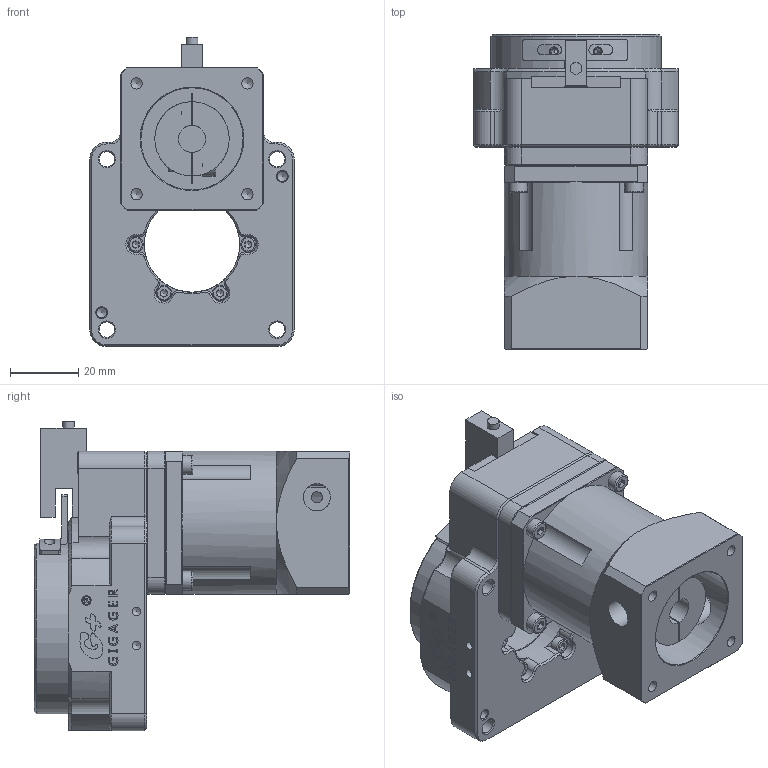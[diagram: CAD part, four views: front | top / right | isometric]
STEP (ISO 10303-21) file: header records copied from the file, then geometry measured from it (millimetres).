
FILE_DESCRIPTION (( 'STEP AP203' ), '1' );
FILE_NAME ('GSG60M-20K-SV2.step', '2021-06-01T02:15:18', ( 'Microsoft' ), ( 'Microsoft' ), 'SwSTEP 2.0', 'SolidWorks 2019', '' );
FILE_SCHEMA (( 'CONFIG_CONTROL_DESIGN' ));
Length unit declared in the file: millimetre
Products named in the file (1): GSG60M-20K-SV2
Bounding box: 60 x 92.5 x 90.8 mm (x, y, z)
Volume: 158996.3 mm3; surface area: 59725.9 mm2
Topology: 24 solids, 24 shells, 994 faces, 2411 edges, 1519 vertices
Faces by surface type: plane 517, cylinder 185, cone 163, bspline 109, torus 20
Full cylindrical faces by diameter (mm): 2.05 x8, 2.5 x28, 2.8 x6, 2.9 x4, 3 x8, 3.3 x8, 3.5 x1, 4 x1, 4.5 x18, 5 x4, 5.5 x4, 7 x1, 8 x3, 11.45 x1, 17.5 x2, 22 x2, 28 x2, 30 x3, 32 x1, 38 x2, 39.5 x1, 40 x1, 42 x1, 50 x2, 51.501 x2, 53.433 x1, 56 x1, 56.465 x1, 56.589 x1, 58 x2
Entity records: 32928 total; most frequent: CARTESIAN_POINT 11394, ORIENTED_EDGE 4194, DIRECTION 4193, EDGE_CURVE 2097, AXIS2_PLACEMENT_3D 1508, VERTEX_POINT 1443, EDGE_LOOP 1364, VECTOR 1177
